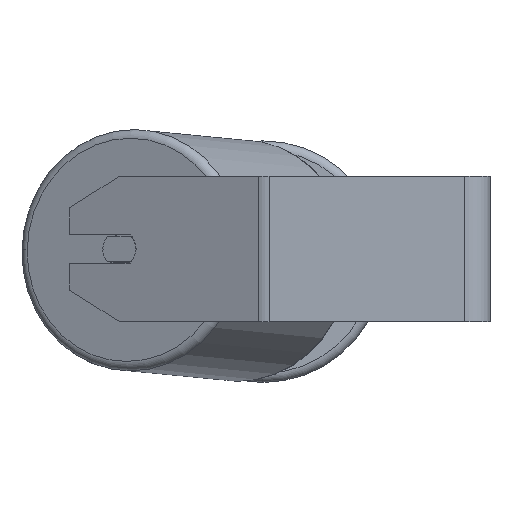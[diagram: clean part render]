
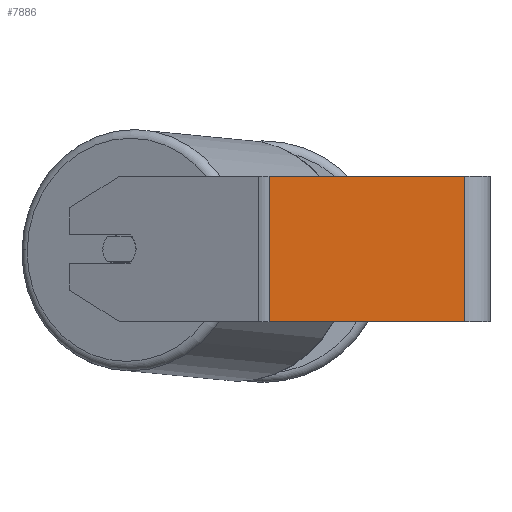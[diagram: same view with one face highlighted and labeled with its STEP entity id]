
A CAD part, left-side view. The second image highlights one B-rep face of the part: STEP entity #7886.
In plain terms, the highlighted planar face has unit normal (-1, 0, 0).
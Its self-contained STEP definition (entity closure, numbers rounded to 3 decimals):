
#134 = LINE ( 'NONE', #6507, #1639 ) ;
#328 = VERTEX_POINT ( 'NONE', #2982 ) ;
#573 = DIRECTION ( 'NONE',  ( 1., 0., 0. ) ) ;
#717 = EDGE_CURVE ( 'NONE', #3531, #6030, #7630, .T. ) ;
#744 = EDGE_LOOP ( 'NONE', ( #2346, #1431, #6564, #1413 ) ) ;
#1123 = EDGE_CURVE ( 'NONE', #6030, #5151, #3697, .T. ) ;
#1160 = CARTESIAN_POINT ( 'NONE',  ( -295., 121.601, -40. ) ) ;
#1413 = ORIENTED_EDGE ( 'NONE', *, *, #717, .T. ) ;
#1431 = ORIENTED_EDGE ( 'NONE', *, *, #3239, .F. ) ;
#1639 = VECTOR ( 'NONE', #3245, 1000. ) ;
#1685 = CARTESIAN_POINT ( 'NONE',  ( -295., 124.704, -40. ) ) ;
#1736 = CARTESIAN_POINT ( 'NONE',  ( -295., 121.601, 40. ) ) ;
#2346 = ORIENTED_EDGE ( 'NONE', *, *, #1123, .T. ) ;
#2944 = VECTOR ( 'NONE', #4055, 1000. ) ;
#2982 = CARTESIAN_POINT ( 'NONE',  ( -295., 14., 40. ) ) ;
#3074 = LINE ( 'NONE', #3366, #2944 ) ;
#3206 = FACE_OUTER_BOUND ( 'NONE', #744, .T. ) ;
#3239 = EDGE_CURVE ( 'NONE', #328, #5151, #3074, .T. ) ;
#3245 = DIRECTION ( 'NONE',  ( 0., -1., 0. ) ) ;
#3366 = CARTESIAN_POINT ( 'NONE',  ( -295., 14., 40. ) ) ;
#3531 = VERTEX_POINT ( 'NONE', #1736 ) ;
#3697 = LINE ( 'NONE', #1685, #3932 ) ;
#3932 = VECTOR ( 'NONE', #7454, 1000. ) ;
#4055 = DIRECTION ( 'NONE',  ( 0., 0., -1. ) ) ;
#4897 = CARTESIAN_POINT ( 'NONE',  ( -295., 121.601, 40. ) ) ;
#5088 = CARTESIAN_POINT ( 'NONE',  ( -295., 124.704, 40. ) ) ;
#5151 = VERTEX_POINT ( 'NONE', #6400 ) ;
#5194 = AXIS2_PLACEMENT_3D ( 'NONE', #5088, #573, #6379 ) ;
#6030 = VERTEX_POINT ( 'NONE', #1160 ) ;
#6191 = DIRECTION ( 'NONE',  ( 0., 0., -1. ) ) ;
#6379 = DIRECTION ( 'NONE',  ( 0., 0., -1. ) ) ;
#6400 = CARTESIAN_POINT ( 'NONE',  ( -295., 14., -40. ) ) ;
#6432 = PLANE ( 'NONE',  #5194 ) ;
#6507 = CARTESIAN_POINT ( 'NONE',  ( -295., 124.704, 40. ) ) ;
#6564 = ORIENTED_EDGE ( 'NONE', *, *, #8049, .F. ) ;
#7454 = DIRECTION ( 'NONE',  ( 0., -1., 0. ) ) ;
#7630 = LINE ( 'NONE', #4897, #8271 ) ;
#7886 = ADVANCED_FACE ( 'NONE', ( #3206 ), #6432, .F. ) ;
#8049 = EDGE_CURVE ( 'NONE', #3531, #328, #134, .T. ) ;
#8271 = VECTOR ( 'NONE', #6191, 1000. ) ;
